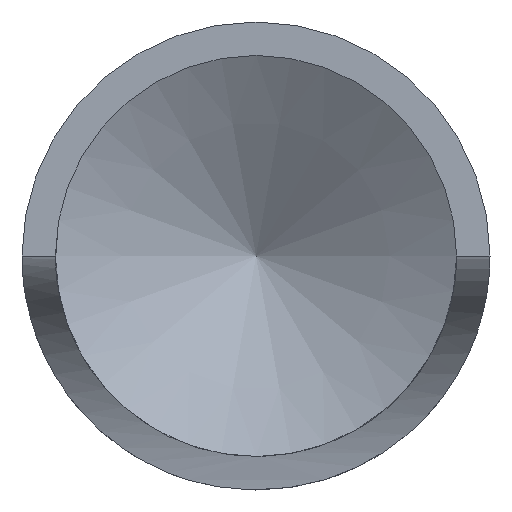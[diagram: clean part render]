
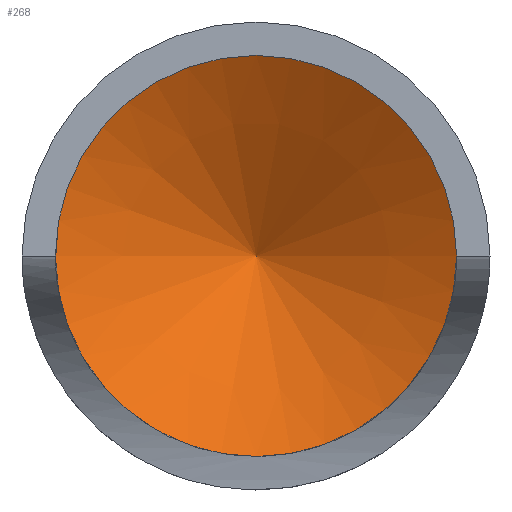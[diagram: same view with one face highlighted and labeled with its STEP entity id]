
A CAD part, front view. The second image highlights one B-rep face of the part: STEP entity #268.
In plain terms, the highlighted conical face has half-angle 60 degrees and reference radius 0 mm.
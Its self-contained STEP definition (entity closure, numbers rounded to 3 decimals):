
#268=ADVANCED_FACE('',(#928,#929),#327,.F.);
#327=CONICAL_SURFACE('',#1064,0.,60.);
#341=EDGE_LOOP('',(#412));
#412=ORIENTED_EDGE('',*,*,#716,.T.);
#716=EDGE_CURVE('',#955,#955,#868,.T.);
#868=CIRCLE('',#1063,2.4);
#928=FACE_BOUND('',#953,.T.);
#929=FACE_BOUND('',#341,.T.);
#953=VERTEX_LOOP('',#954);
#954=VERTEX_POINT('',#1459);
#955=VERTEX_POINT('',#1461);
#1063=AXIS2_PLACEMENT_3D('',#1460,#1182,#1183);
#1064=AXIS2_PLACEMENT_3D('',#1462,#1184,#1185);
#1182=DIRECTION('',(0.,-1.,0.));
#1183=DIRECTION('',(1.,0.,0.));
#1184=DIRECTION('',(0.,-1.,0.));
#1185=DIRECTION('',(1.,0.,0.));
#1459=CARTESIAN_POINT('',(2.43,-0.831,4.892));
#1460=CARTESIAN_POINT('',(2.43,-2.217,4.892));
#1461=CARTESIAN_POINT('',(4.83,-2.217,4.892));
#1462=CARTESIAN_POINT('',(2.43,-0.831,4.892));
